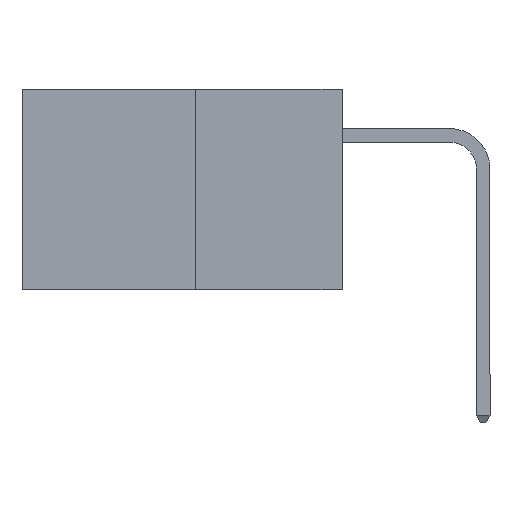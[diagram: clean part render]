
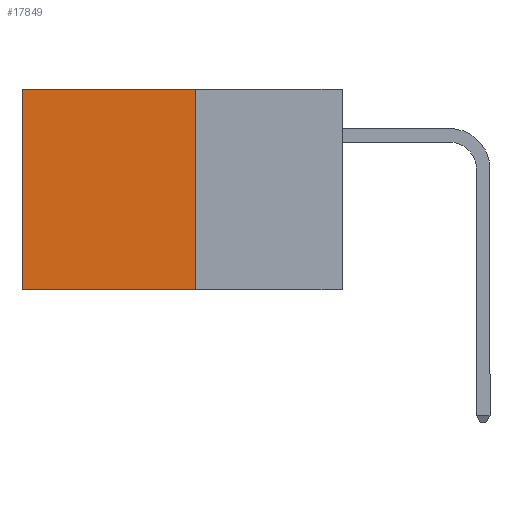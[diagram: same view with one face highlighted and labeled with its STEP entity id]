
A CAD part, left-side view. The second image highlights one B-rep face of the part: STEP entity #17849.
In plain terms, the highlighted planar face has unit normal (-1, 0, 0).
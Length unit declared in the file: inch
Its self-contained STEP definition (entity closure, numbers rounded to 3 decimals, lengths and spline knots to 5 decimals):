
#3 = DIRECTION ( 'NONE',  ( 0., 1., 0. ) ) ;
#1263 = EDGE_CURVE ( 'NONE', #8883, #12087, #18075, .T. ) ;
#2989 = EDGE_CURVE ( 'NONE', #3614, #15976, #15024, .T. ) ;
#3057 = PLANE ( 'NONE',  #5518 ) ;
#3069 = VECTOR ( 'NONE', #6865, 39.37008 ) ;
#3614 = VERTEX_POINT ( 'NONE', #12958 ) ;
#3724 = VECTOR ( 'NONE', #9830, 39.37008 ) ;
#3971 = LINE ( 'NONE', #13061, #14827 ) ;
#4604 = DIRECTION ( 'NONE',  ( 0., 0., -1. ) ) ;
#4786 = CARTESIAN_POINT ( 'NONE',  ( 0.277, 0.59, 0. ) ) ;
#5518 = AXIS2_PLACEMENT_3D ( 'NONE', #11673, #13039, #4604 ) ;
#6348 = VECTOR ( 'NONE', #17780, 39.37008 ) ;
#6639 = CARTESIAN_POINT ( 'NONE',  ( 0.277, 0.59, -0.37 ) ) ;
#6741 = CARTESIAN_POINT ( 'NONE',  ( 0.277, 0.27, -0.37 ) ) ;
#6865 = DIRECTION ( 'NONE',  ( 0., 0., -1. ) ) ;
#7526 = ORIENTED_EDGE ( 'NONE', *, *, #1263, .T. ) ;
#8124 = FACE_OUTER_BOUND ( 'NONE', #15700, .T. ) ;
#8883 = VERTEX_POINT ( 'NONE', #4786 ) ;
#9566 = CARTESIAN_POINT ( 'NONE',  ( 0.277, 0.27, -0.37 ) ) ;
#9830 = DIRECTION ( 'NONE',  ( 0., 0., -1. ) ) ;
#9988 = CARTESIAN_POINT ( 'NONE',  ( 0.277, 0.27, -0.37 ) ) ;
#11673 = CARTESIAN_POINT ( 'NONE',  ( 0.277, 0.27, -0.37 ) ) ;
#12087 = VERTEX_POINT ( 'NONE', #6639 ) ;
#12958 = CARTESIAN_POINT ( 'NONE',  ( 0.277, 0.27, 0. ) ) ;
#13039 = DIRECTION ( 'NONE',  ( 1., 0., 0. ) ) ;
#13061 = CARTESIAN_POINT ( 'NONE',  ( 0.277, 0.27, 0. ) ) ;
#14134 = LINE ( 'NONE', #9566, #6348 ) ;
#14827 = VECTOR ( 'NONE', #3, 39.37008 ) ;
#15024 = LINE ( 'NONE', #9988, #3724 ) ;
#15349 = ORIENTED_EDGE ( 'NONE', *, *, #17478, .F. ) ;
#15700 = EDGE_LOOP ( 'NONE', ( #7526, #15349, #17038, #18494 ) ) ;
#15976 = VERTEX_POINT ( 'NONE', #6741 ) ;
#16424 = CARTESIAN_POINT ( 'NONE',  ( 0.277, 0.59, -0.37 ) ) ;
#17038 = ORIENTED_EDGE ( 'NONE', *, *, #2989, .F. ) ;
#17203 = EDGE_CURVE ( 'NONE', #3614, #8883, #3971, .T. ) ;
#17478 = EDGE_CURVE ( 'NONE', #15976, #12087, #14134, .T. ) ;
#17780 = DIRECTION ( 'NONE',  ( 0., 1., 0. ) ) ;
#17849 = ADVANCED_FACE ( 'NONE', ( #8124 ), #3057, .F. ) ;
#18075 = LINE ( 'NONE', #16424, #3069 ) ;
#18494 = ORIENTED_EDGE ( 'NONE', *, *, #17203, .T. ) ;
